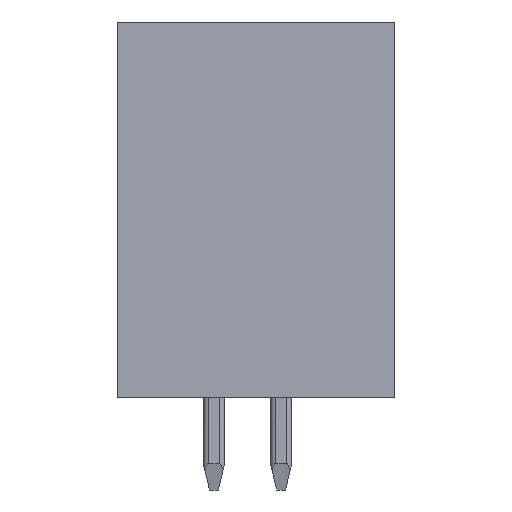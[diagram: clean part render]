
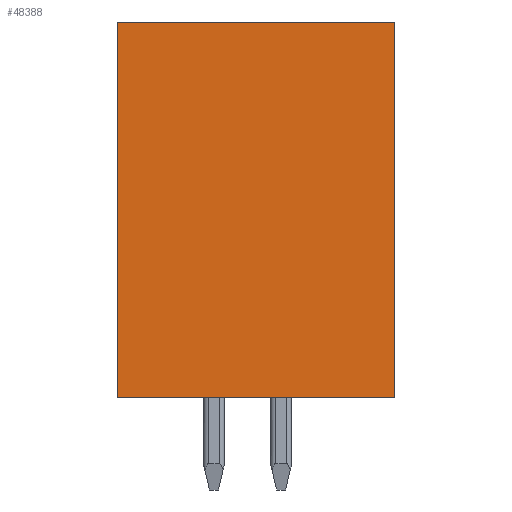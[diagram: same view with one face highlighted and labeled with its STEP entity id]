
A CAD part, front view. The second image highlights one B-rep face of the part: STEP entity #48388.
In plain terms, the highlighted planar face has unit normal (0, -1, 0).
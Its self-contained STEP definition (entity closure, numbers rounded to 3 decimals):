
#18985=DIRECTION('',(0.,0.,-1.));
#18986=VECTOR('',#18985,14.2);
#18987=CARTESIAN_POINT('',(-5.25,-50.51,7.1));
#18988=LINE('',#18987,#18986);
#18989=DIRECTION('',(-1.,0.,0.));
#18990=VECTOR('',#18989,10.5);
#18991=CARTESIAN_POINT('',(5.25,-50.51,7.1));
#18992=LINE('',#18991,#18990);
#18993=DIRECTION('',(0.,0.,1.));
#18994=VECTOR('',#18993,14.2);
#18995=CARTESIAN_POINT('',(5.25,-50.51,-7.1));
#18996=LINE('',#18995,#18994);
#18997=DIRECTION('',(1.,0.,0.));
#18998=VECTOR('',#18997,10.5);
#18999=CARTESIAN_POINT('',(-5.25,-50.51,-7.1));
#19000=LINE('',#18999,#18998);
#19109=CARTESIAN_POINT('',(-5.25,-50.51,7.1));
#19110=CARTESIAN_POINT('',(-5.25,-50.51,-7.1));
#19111=VERTEX_POINT('',#19109);
#19112=VERTEX_POINT('',#19110);
#19113=CARTESIAN_POINT('',(5.25,-50.51,-7.1));
#19114=VERTEX_POINT('',#19113);
#19115=CARTESIAN_POINT('',(5.25,-50.51,7.1));
#19116=VERTEX_POINT('',#19115);
#48377=CARTESIAN_POINT('',(0.,-50.51,0.));
#48378=DIRECTION('',(0.,-1.,0.));
#48379=DIRECTION('',(1.,0.,0.));
#48380=AXIS2_PLACEMENT_3D('',#48377,#48378,#48379);
#48381=PLANE('',#48380);
#48382=ORIENTED_EDGE('',*,*,#23776,.F.);
#48383=ORIENTED_EDGE('',*,*,#24338,.F.);
#48384=ORIENTED_EDGE('',*,*,#24447,.F.);
#48385=ORIENTED_EDGE('',*,*,#24761,.F.);
#48386=EDGE_LOOP('',(#48382,#48383,#48384,#48385));
#48387=FACE_OUTER_BOUND('',#48386,.F.);
#48388=ADVANCED_FACE('',(#48387),#48381,.T.);
#23776=EDGE_CURVE('',#19111,#19112,#18988,.T.);
#24338=EDGE_CURVE('',#19116,#19111,#18992,.T.);
#24447=EDGE_CURVE('',#19114,#19116,#18996,.T.);
#24761=EDGE_CURVE('',#19112,#19114,#19000,.T.);
